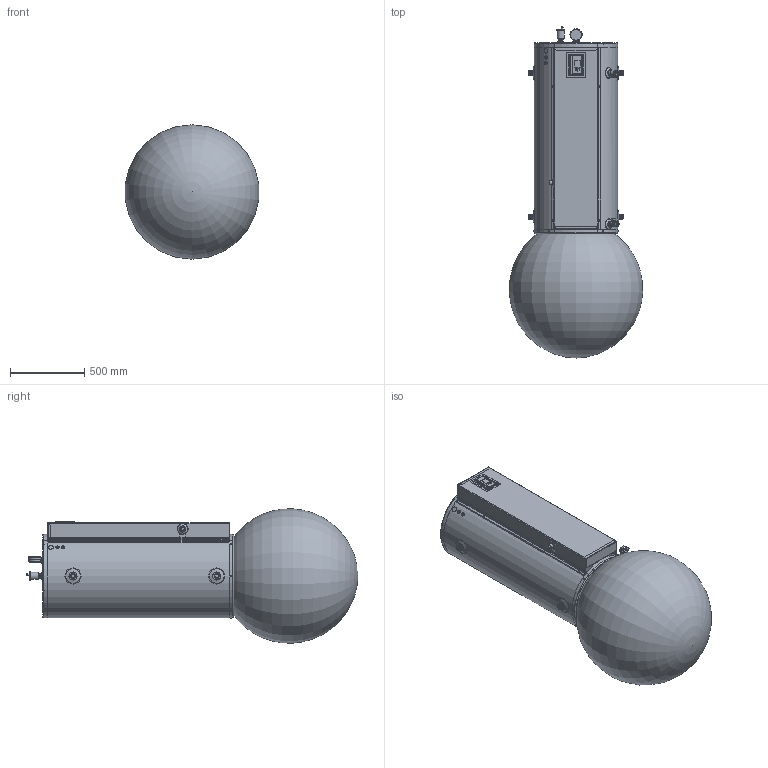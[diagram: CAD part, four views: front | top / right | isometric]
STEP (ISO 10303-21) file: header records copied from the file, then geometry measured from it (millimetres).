
FILE_DESCRIPTION (( 'STEP AP214' ), '1' );
FILE_NAME ('AltSource 50.STEP', '2020-08-10T15:06:41', ( '' ), ( '' ), 'SwSTEP 2.0', 'SolidWorks 2020', '' );
FILE_SCHEMA (( 'AUTOMOTIVE_DESIGN' ));
Length unit declared in the file: inch
Products named in the file (1): AltSource 50
Bounding box: 895.74 x 2230.21 x 902.32 mm (x, y, z)
Volume: 14932250.8 mm3; surface area: 12717163.4 mm2
Topology: 63 solids, 70 shells, 2311 faces, 5267 edges, 3142 vertices
Faces by surface type: plane 890, cylinder 620, cone 563, bspline 129, torus 76, sphere 33
Full cylindrical faces by diameter (mm): 2.381 x1, 3.566 x143, 4.762 x8, 4.826 x13, 5.08 x2, 5.105 x9, 7.937 x1, 9.474 x13, 11.113 x1, 12.065 x1, 12.7 x1, 13.97 x1, 14.097 x1, 14.288 x1, 15.037 x1, 19.05 x72, 20.93 x1, 20.955 x2, 21.59 x2, 22.225 x5, 23.012 x3, 25.4 x6, 26.289 x2, 26.645 x4, 26.67 x1, 30.353 x1, 32.131 x1, 32.69 x1, 33.338 x5, 33.401 x4
Entity records: 91584 total; most frequent: CARTESIAN_POINT 43431, DIRECTION 9722, ORIENTED_EDGE 8544, EDGE_CURVE 4272, AXIS2_PLACEMENT_3D 3866, EDGE_LOOP 3396, VERTEX_POINT 3064, FACE_OUTER_BOUND 2697
